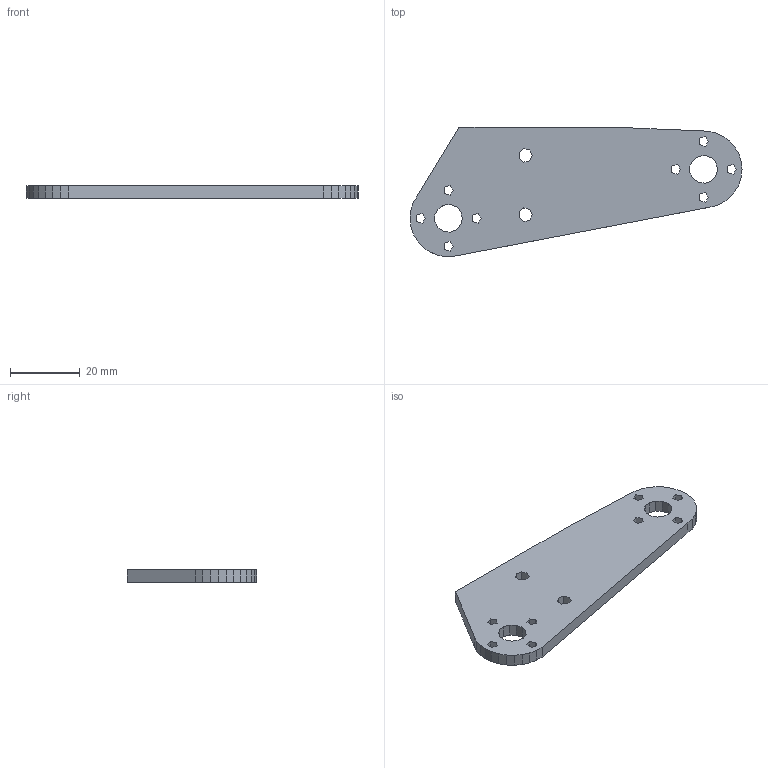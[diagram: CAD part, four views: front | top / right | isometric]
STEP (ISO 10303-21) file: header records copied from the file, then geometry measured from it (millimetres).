
FILE_DESCRIPTION(('FreeCAD Model'),'2;1');
FILE_NAME('pierna.step', '2014-09-10T14:13:12',('FreeCAD'),('FreeCAD'), 'Open CASCADE STEP processor 6.5','FreeCAD','Unknown');
FILE_SCHEMA(('AUTOMOTIVE_DESIGN_CC2 { 1 2 10303 214 -1 1 5 4 }'));
Length unit declared in the file: millimetre
Products named in the file (1): Open CASCADE STEP translator 6.5 9
Bounding box: 95 x 36.94 x 3.5 mm (x, y, z)
Surface area: 6167.4 mm2 (no closed solid volume)
Topology: 0 solids, 1 shells, 111 faces, 327 edges, 218 vertices
Faces by surface type: plane 111
Entity records: 7930 total; most frequent: CARTESIAN_POINT 1311, DIRECTION 1205, LINE 981, VECTOR 981, ORIENTED_EDGE 654, PCURVE 654, DEFINITIONAL_REPRESENTATION 654, EDGE_CURVE 327
